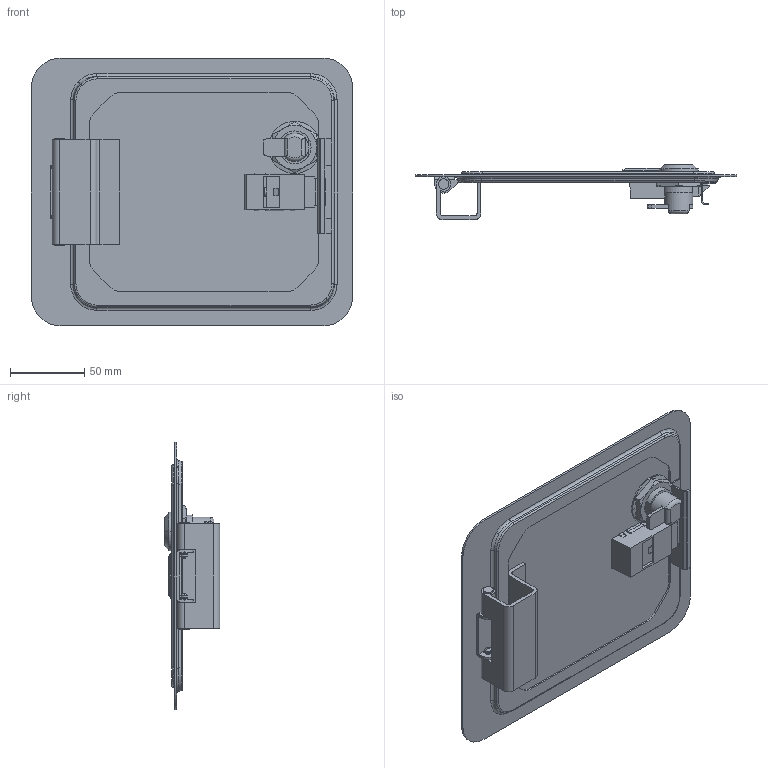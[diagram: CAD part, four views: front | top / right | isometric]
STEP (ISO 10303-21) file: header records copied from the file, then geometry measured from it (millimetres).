
FILE_DESCRIPTION (( 'STEP AP203' ), '1' );
FILE_NAME ('sone3D.STEP', '2016-01-12T08:42:12', ( '' ), ( '' ), 'SwSTEP 2.0', 'SolidWorks 2012', '' );
FILE_SCHEMA (( 'CONFIG_CONTROL_DESIGN' ));
Length unit declared in the file: millimetre
Products named in the file (16): sone3D; CP-315-D,DN__CP-315-DN; CP-315-DNナット_; CP-315-D,DN僇儉_; CP-315-D,DN僷僢僉儞_; CP-315-D,DN本体_; CP-875-2_; CP-875-2パッキン_; CP-875-2ラッチ_; CP-875-2本体_; FD-895-2軸_; FD-895-2受け_; FD-895-2裏蝶番; FD-895-2固定座_; FD-895-2蓋_; FD-895-2儐僯僢僩儀乕僗_
Assembly tree (16 placements, depth 3):
  sone3D
    FD-895-2儐僯僢僩儀乕僗_
    FD-895-2蓋_
    FD-895-2固定座_
    FD-895-2裏蝶番
    FD-895-2受け_
    FD-895-2軸_  x2
    CP-875-2_
      CP-875-2本体_
      CP-875-2ラッチ_
      CP-875-2パッキン_
    CP-315-D,DN__CP-315-DN
      CP-315-D,DN本体_
      CP-315-D,DN僷僢僉儞_
      CP-315-D,DN僇儉_
      CP-315-DNナット_
Bounding box: 216 x 37.45 x 180 mm (x, y, z)
Volume: 101571.8 mm3; surface area: 133935.1 mm2
Topology: 14 solids, 14 shells, 491 faces, 1298 edges, 844 vertices
Faces by surface type: plane 296, cylinder 157, bspline 18, cone 14, torus 6
Entity records: 17189 total; most frequent: CARTESIAN_POINT 3478, ORIENTED_EDGE 2540, DIRECTION 2472, EDGE_CURVE 1270, LINE 884, VECTOR 884, VERTEX_POINT 826, AXIS2_PLACEMENT_3D 794
